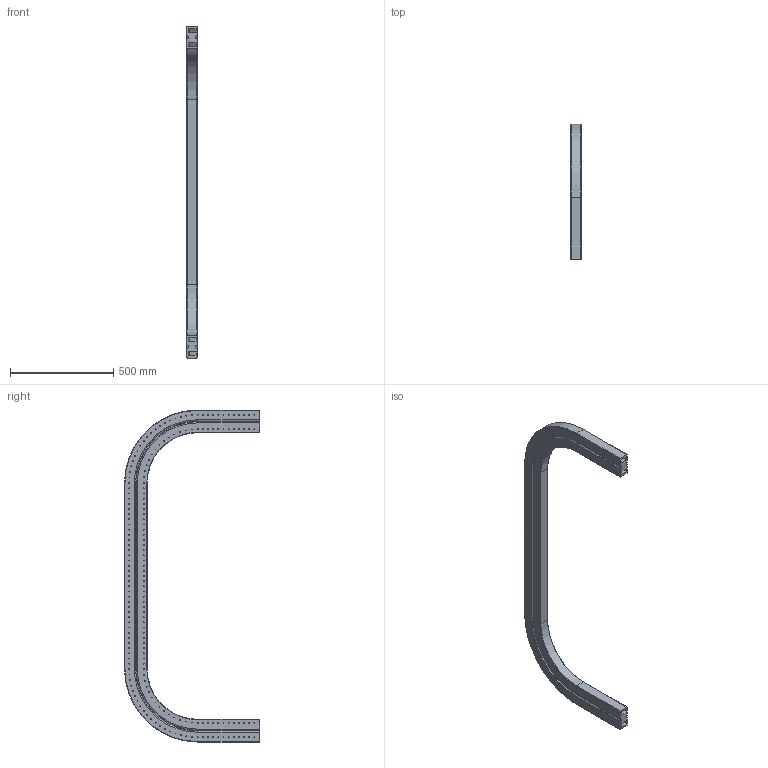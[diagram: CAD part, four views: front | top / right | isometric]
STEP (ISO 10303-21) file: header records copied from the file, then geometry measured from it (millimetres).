
FILE_DESCRIPTION(/* description */ ('','CAx-IF Rec.Pracs.---Representation and Presentation of Product Manufacturing Information (PMI)---4.0---2014-10-13'),/* implementation_level */ '2;1');
FILE_NAME(/* name */ 'SACMI DPA C-RAIL.stp',/* time_stamp */ '2024-05-16T21:34:20-05:00',/* author */ ('zulet'),/* organization */ (''),/* preprocessor_version */ 'ST-DEVELOPER v20',/* originating_system */ 'Autodesk Inventor 2025',/* authorisation */ '');
FILE_SCHEMA (('AP242_MANAGED_MODEL_BASED_3D_ENGINEERING_MIM_LF { 1 0 10303 442 1 1 4 }'));
Length unit declared in the file: millimetre
Products named in the file (1): SACMI DPA C-RAIL
Bounding box: 50 x 655 x 1610 mm (x, y, z)
Volume: 9173416.8 mm3; surface area: 1353132.9 mm2
Topology: 1 solids, 1 shells, 514 faces, 1488 edges, 976 vertices
Faces by surface type: cylinder 432, plane 58, torus 24
Full cylindrical faces by diameter (mm): 4 x368
Entity records: 19826 total; most frequent: DIRECTION 3444, CARTESIAN_POINT 3297, ORIENTED_EDGE 2976, EDGE_CURVE 1488, AXIS2_PLACEMENT_3D 1422, EDGE_LOOP 1250, VERTEX_POINT 976, CIRCLE 894
